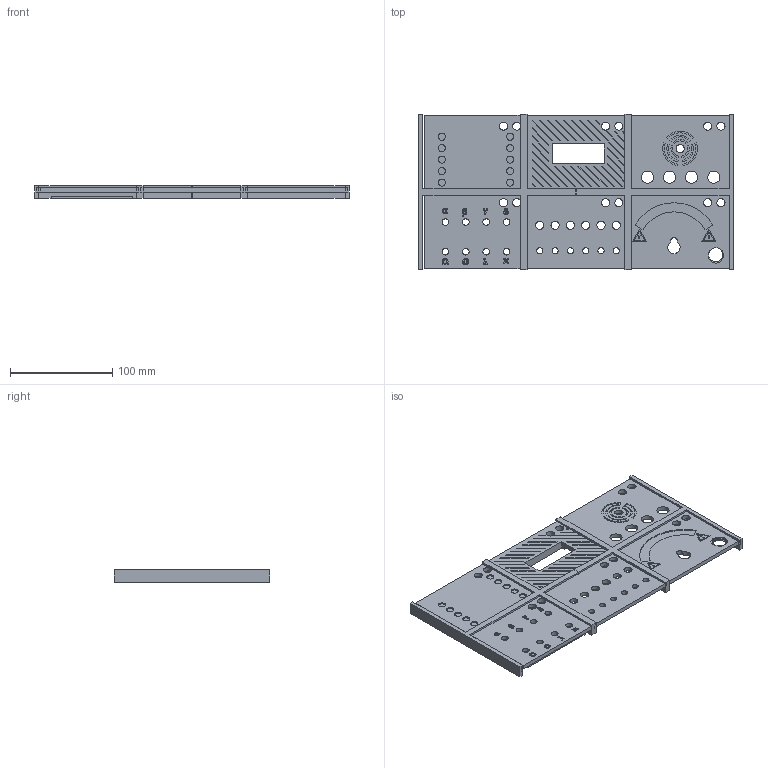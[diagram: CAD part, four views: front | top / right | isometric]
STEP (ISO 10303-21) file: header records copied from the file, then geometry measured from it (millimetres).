
FILE_DESCRIPTION(/* description */ (''),/* implementation_level */ '2;1');
FILE_NAME(/* name */ 'bomba panel v33.step',/* time_stamp */ '2021-07-30T16:18:56+02:00',/* author */ (''),/* organization */ (''),/* preprocessor_version */ 'ST-DEVELOPER v18.1',/* originating_system */ 'Autodesk Translation Framework v10.9.0.1377',/* authorisation */ '');
FILE_SCHEMA (('AUTOMOTIVE_DESIGN { 1 0 10303 214 3 1 1 }'));
Length unit declared in the file: millimetre
Products named in the file (1): bomba panel
Bounding box: 308 x 152 x 12 mm (x, y, z)
Volume: 238247.2 mm3; surface area: 149200.2 mm2
Topology: 9 solids, 9 shells, 1092 faces, 3001 edges, 2006 vertices
Faces by surface type: bspline 462, plane 437, cylinder 193
Full cylindrical faces by diameter (mm): 2 x2, 2.529 x24, 3.086 x12, 6 x6, 6.5 x16, 7 x10, 8 x17, 8.3 x2, 12 x4, 14.023 x1, 16.25 x1
Entity records: 42577 total; most frequent: CARTESIAN_POINT 17978, ORIENTED_EDGE 6002, DIRECTION 3305, EDGE_CURVE 3001, VERTEX_POINT 2006, LINE 1671, VECTOR 1671, EDGE_LOOP 1267
